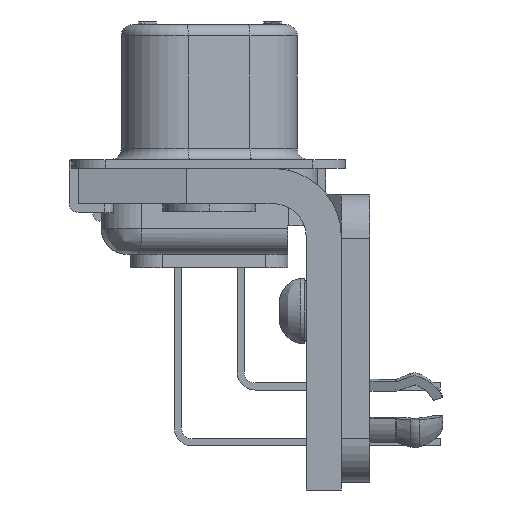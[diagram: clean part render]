
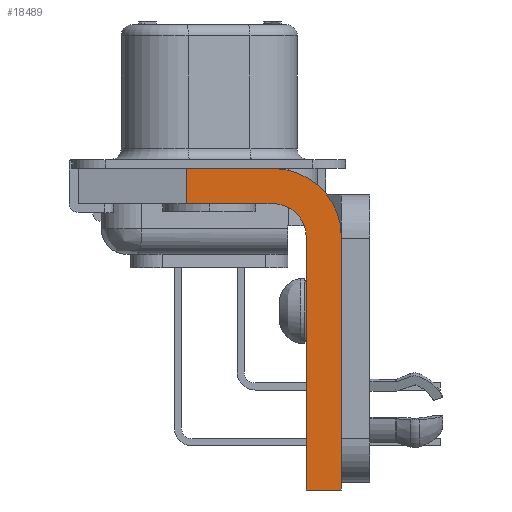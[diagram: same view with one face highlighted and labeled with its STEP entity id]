
A CAD part, left-side view. The second image highlights one B-rep face of the part: STEP entity #18489.
In plain terms, the highlighted planar face has unit normal (-1, 0, 0).
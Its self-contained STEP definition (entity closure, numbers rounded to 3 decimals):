
#1895=DIRECTION('',(0.,0.,-1.));
#1896=VECTOR('',#1895,1.6);
#1897=CARTESIAN_POINT('',(-26.57,1.05,-6.53));
#1898=LINE('',#1897,#1896);
#1899=DIRECTION('',(0.,-1.,0.));
#1900=VECTOR('',#1899,3.95);
#1901=CARTESIAN_POINT('',(-26.57,1.05,-6.53));
#1902=LINE('',#1901,#1900);
#1903=CARTESIAN_POINT('',(-26.57,-2.9,-9.63));
#1904=DIRECTION('',(1.,0.,0.));
#1905=DIRECTION('',(0.,0.,1.));
#1906=AXIS2_PLACEMENT_3D('',#1903,#1904,#1905);
#1908=DIRECTION('',(0.,0.,-1.));
#1909=VECTOR('',#1908,11.5);
#1910=CARTESIAN_POINT('',(-26.57,-6.,-9.63));
#1911=LINE('',#1910,#1909);
#1912=DIRECTION('',(0.,1.,0.));
#1913=VECTOR('',#1912,1.6);
#1914=CARTESIAN_POINT('',(-26.57,-6.,-21.13));
#1915=LINE('',#1914,#1913);
#1916=DIRECTION('',(0.,0.,1.));
#1917=VECTOR('',#1916,11.5);
#1918=CARTESIAN_POINT('',(-26.57,-4.4,-21.13));
#1919=LINE('',#1918,#1917);
#1920=CARTESIAN_POINT('',(-26.57,-2.9,-9.63));
#1921=DIRECTION('',(-1.,0.,0.));
#1922=DIRECTION('',(0.,-1.,0.));
#1923=AXIS2_PLACEMENT_3D('',#1920,#1921,#1922);
#1925=DIRECTION('',(0.,1.,0.));
#1926=VECTOR('',#1925,3.95);
#1927=CARTESIAN_POINT('',(-26.57,-2.9,-8.13));
#1928=LINE('',#1927,#1926);
#13408=CARTESIAN_POINT('',(-26.57,-6.,-21.13));
#13409=CARTESIAN_POINT('',(-26.57,-4.4,-21.13));
#13410=VERTEX_POINT('',#13408);
#13411=VERTEX_POINT('',#13409);
#13412=CARTESIAN_POINT('',(-26.57,-4.4,-9.63));
#13413=VERTEX_POINT('',#13412);
#13414=CARTESIAN_POINT('',(-26.57,-2.9,-8.13));
#13415=VERTEX_POINT('',#13414);
#13416=CARTESIAN_POINT('',(-26.57,-2.9,-6.53));
#13417=CARTESIAN_POINT('',(-26.57,-6.,-9.63));
#13418=VERTEX_POINT('',#13416);
#13419=VERTEX_POINT('',#13417);
#14030=CARTESIAN_POINT('',(-26.57,1.05,-6.53));
#14031=CARTESIAN_POINT('',(-26.57,1.05,-8.13));
#14032=VERTEX_POINT('',#14030);
#14033=VERTEX_POINT('',#14031);
#18467=CARTESIAN_POINT('',(-26.57,0.,0.));
#18468=DIRECTION('',(1.,0.,0.));
#18469=DIRECTION('',(0.,0.,-1.));
#18470=AXIS2_PLACEMENT_3D('',#18467,#18468,#18469);
#18471=PLANE('',#18470);
#18473=ORIENTED_EDGE('',*,*,#18472,.F.);
#18475=ORIENTED_EDGE('',*,*,#18474,.T.);
#18477=ORIENTED_EDGE('',*,*,#18476,.T.);
#18479=ORIENTED_EDGE('',*,*,#18478,.T.);
#18481=ORIENTED_EDGE('',*,*,#18480,.T.);
#18482=ORIENTED_EDGE('',*,*,#18406,.T.);
#18484=ORIENTED_EDGE('',*,*,#18483,.T.);
#18486=ORIENTED_EDGE('',*,*,#18485,.T.);
#18487=EDGE_LOOP('',(#18473,#18475,#18477,#18479,#18481,#18482,#18484,#18486));
#18488=FACE_OUTER_BOUND('',#18487,.F.);
#1907=CIRCLE('',#1906,3.1);
#1924=CIRCLE('',#1923,1.5);
#18406=EDGE_CURVE('',#13411,#13413,#1919,.T.);
#18472=EDGE_CURVE('',#14032,#14033,#1898,.T.);
#18474=EDGE_CURVE('',#14032,#13418,#1902,.T.);
#18476=EDGE_CURVE('',#13418,#13419,#1907,.T.);
#18478=EDGE_CURVE('',#13419,#13410,#1911,.T.);
#18480=EDGE_CURVE('',#13410,#13411,#1915,.T.);
#18483=EDGE_CURVE('',#13413,#13415,#1924,.T.);
#18485=EDGE_CURVE('',#13415,#14033,#1928,.T.);
#18489=ADVANCED_FACE('',(#18488),#18471,.F.);
